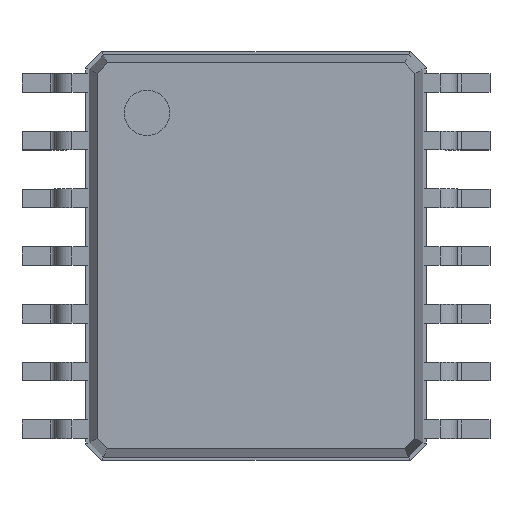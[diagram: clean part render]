
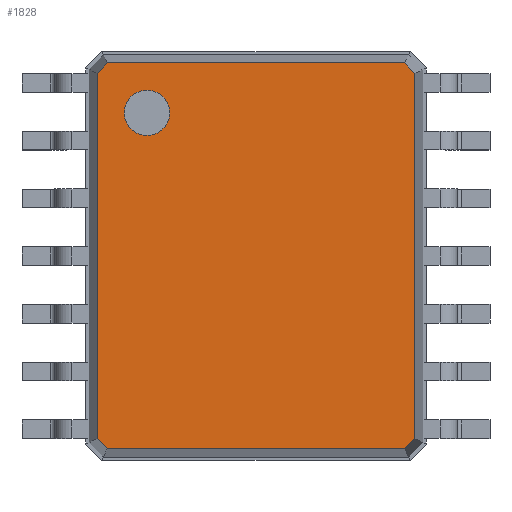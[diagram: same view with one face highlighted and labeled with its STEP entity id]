
A CAD part, top view. The second image highlights one B-rep face of the part: STEP entity #1828.
In plain terms, the highlighted planar face has unit normal (0, 0, 1).
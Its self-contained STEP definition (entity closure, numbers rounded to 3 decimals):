
#13=DIRECTION('',(0.,0.,1.));
#27=VECTOR('',#28,1.);
#28=DIRECTION('',(0.,-1.,0.));
#36=DIRECTION('',(0.,1.,0.));
#58=VECTOR('',#59,1.);
#59=DIRECTION('',(1.,0.,0.));
#130=VECTOR('',#131,1.);
#131=DIRECTION('',(-1.,0.,0.));
#412=VECTOR('',#413,1.);
#413=DIRECTION('',(0.707,-0.707,0.));
#419=VECTOR('',#420,1.);
#420=DIRECTION('',(-0.707,-0.707,0.));
#431=VECTOR('',#432,1.);
#432=DIRECTION('',(-0.707,0.707,0.));
#438=VECTOR('',#36,1.);
#442=VECTOR('',#443,1.);
#443=DIRECTION('',(0.707,0.707,0.));
#792=VERTEX_POINT('',#793);
#793=CARTESIAN_POINT('',(3.499,-4.02,2.7));
#795=ORIENTED_EDGE('',*,*,#796,.F.);
#796=EDGE_CURVE('',#797,#792,#799,.T.);
#797=VERTEX_POINT('',#798);
#798=CARTESIAN_POINT('',(3.499,4.02,2.7));
#799=LINE('',#798,#27);
#1819=ORIENTED_EDGE('',*,*,#1820,.F.);
#1820=EDGE_CURVE('',#1821,#797,#1823,.T.);
#1821=VERTEX_POINT('',#1822);
#1822=CARTESIAN_POINT('',(3.27,4.249,2.7));
#1823=LINE('',#1822,#412);
#1828=ADVANCED_FACE('',(#1829,#1859),#1868,.T.);
#1829=FACE_BOUND('',#1830,.T.);
#1830=EDGE_LOOP('',(#1831,#1836,#1841,#1846,#1851,#1856,#795,#1819));
#1831=ORIENTED_EDGE('',*,*,#1832,.F.);
#1832=EDGE_CURVE('',#1833,#1821,#1835,.T.);
#1833=VERTEX_POINT('',#1834);
#1834=CARTESIAN_POINT('',(-3.27,4.249,2.7));
#1835=LINE('',#1834,#58);
#1836=ORIENTED_EDGE('',*,*,#1837,.F.);
#1837=EDGE_CURVE('',#1838,#1833,#1840,.T.);
#1838=VERTEX_POINT('',#1839);
#1839=CARTESIAN_POINT('',(-3.499,4.02,2.7));
#1840=LINE('',#1839,#442);
#1841=ORIENTED_EDGE('',*,*,#1842,.F.);
#1842=EDGE_CURVE('',#1843,#1838,#1845,.T.);
#1843=VERTEX_POINT('',#1844);
#1844=CARTESIAN_POINT('',(-3.499,-4.02,2.7));
#1845=LINE('',#1844,#438);
#1846=ORIENTED_EDGE('',*,*,#1847,.F.);
#1847=EDGE_CURVE('',#1848,#1843,#1850,.T.);
#1848=VERTEX_POINT('',#1849);
#1849=CARTESIAN_POINT('',(-3.27,-4.249,2.7));
#1850=LINE('',#1849,#431);
#1851=ORIENTED_EDGE('',*,*,#1852,.F.);
#1852=EDGE_CURVE('',#1853,#1848,#1855,.T.);
#1853=VERTEX_POINT('',#1854);
#1854=CARTESIAN_POINT('',(3.27,-4.249,2.7));
#1855=LINE('',#1854,#130);
#1856=ORIENTED_EDGE('',*,*,#1857,.F.);
#1857=EDGE_CURVE('',#792,#1853,#1858,.T.);
#1858=LINE('',#793,#419);
#1859=FACE_BOUND('',#1860,.T.);
#1860=EDGE_LOOP('',(#1861));
#1861=ORIENTED_EDGE('',*,*,#1862,.F.);
#1862=EDGE_CURVE('',#1863,#1863,#1865,.T.);
#1863=VERTEX_POINT('',#1864);
#1864=CARTESIAN_POINT('',(-2.399,2.649,2.7));
#1865=CIRCLE('',#1866,0.5);
#1866=AXIS2_PLACEMENT_3D('',#1867,#13,#28);
#1867=CARTESIAN_POINT('',(-2.399,3.149,2.7));
#1868=PLANE('',#1869);
#1869=AXIS2_PLACEMENT_3D('',#1834,#13,#1870);
#1870=DIRECTION('',(0.61,-0.793,0.));
